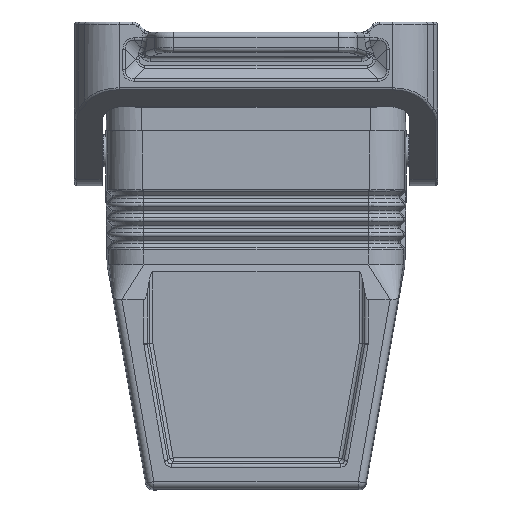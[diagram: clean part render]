
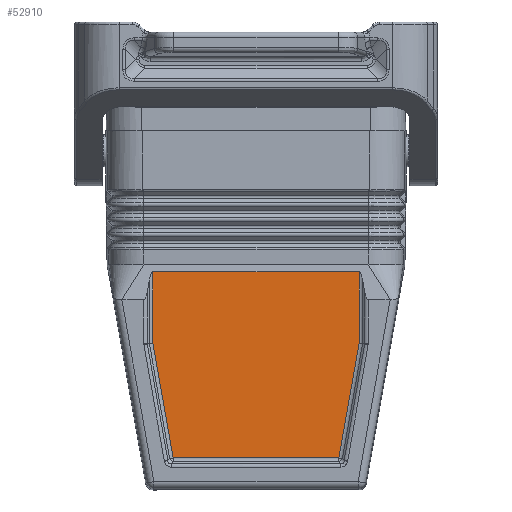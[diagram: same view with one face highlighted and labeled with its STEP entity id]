
A CAD part, front view. The second image highlights one B-rep face of the part: STEP entity #52910.
In plain terms, the highlighted face is planar.
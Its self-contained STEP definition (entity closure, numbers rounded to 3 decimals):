
#52360=CARTESIAN_POINT('',(70.874,64.361,
44.579));
#52370=DIRECTION('',(1.,0.,0.));
#52380=DIRECTION('',(0.,1.,0.));
#52390=AXIS2_PLACEMENT_3D('',#52360,#52370,#52380);
#52400=PLANE('',#52390);
#52410=CARTESIAN_POINT('',(70.874,24.311,12.));
#52420=DIRECTION('',(0.,-0.174,-0.985));
#52430=VECTOR('',#52420,1.);
#52440=LINE('',#52410,#52430);
#52450=CARTESIAN_POINT('',(70.874,33.759,
65.586));
#52460=VERTEX_POINT('',#52450);
#52470=CARTESIAN_POINT('',(70.874,29.724,
42.701));
#52480=VERTEX_POINT('',#52470);
#52490=EDGE_CURVE('',#52460,#52480,#52440,.T.);
#52500=ORIENTED_EDGE('',*,*,#52490,.T.);
#52510=CARTESIAN_POINT('',(70.874,0.,65.586));
#52520=DIRECTION('',(0.,1.,0.));
#52530=VECTOR('',#52520,1.);
#52540=LINE('',#52510,#52530);
#52550=CARTESIAN_POINT('',(70.874,66.861,
65.586));
#52560=VERTEX_POINT('',#52550);
#52570=EDGE_CURVE('',#52460,#52560,#52540,.T.);
#52580=ORIENTED_EDGE('',*,*,#52570,.F.);
#52590=CARTESIAN_POINT('',(70.874,76.309,12.));
#52600=DIRECTION('',(0.,0.174,-0.985));
#52610=VECTOR('',#52600,1.);
#52620=LINE('',#52590,#52610);
#52630=CARTESIAN_POINT('',(70.874,70.896,
42.701));
#52640=VERTEX_POINT('',#52630);
#52650=EDGE_CURVE('',#52560,#52640,#52620,.T.);
#52660=ORIENTED_EDGE('',*,*,#52650,.F.);
#52670=CARTESIAN_POINT('',(70.874,70.896,12.));
#52680=DIRECTION('',(0.,0.,-1.));
#52690=VECTOR('',#52680,1.);
#52700=LINE('',#52670,#52690);
#52710=CARTESIAN_POINT('',(70.874,70.896,
28.452));
#52720=VERTEX_POINT('',#52710);
#52730=EDGE_CURVE('',#52640,#52720,#52700,.T.);
#52740=ORIENTED_EDGE('',*,*,#52730,.F.);
#52750=CARTESIAN_POINT('',(70.874,0.,28.452));
#52760=DIRECTION('',(0.,-1.,0.));
#52770=VECTOR('',#52760,1.);
#52780=LINE('',#52750,#52770);
#52790=CARTESIAN_POINT('',(70.874,29.724,
28.452));
#52800=VERTEX_POINT('',#52790);
#52810=EDGE_CURVE('',#52720,#52800,#52780,.T.);
#52820=ORIENTED_EDGE('',*,*,#52810,.F.);
#52830=CARTESIAN_POINT('',(70.874,29.724,12.));
#52840=DIRECTION('',(0.,0.,-1.));
#52850=VECTOR('',#52840,1.);
#52860=LINE('',#52830,#52850);
#52870=EDGE_CURVE('',#52480,#52800,#52860,.T.);
#52880=ORIENTED_EDGE('',*,*,#52870,.T.);
#52890=EDGE_LOOP('',(#52880,#52820,#52740,#52660,#52580,#52500));
#52900=FACE_OUTER_BOUND('',#52890,.T.);
#52910=ADVANCED_FACE('',(#52900),#52400,.T.);
